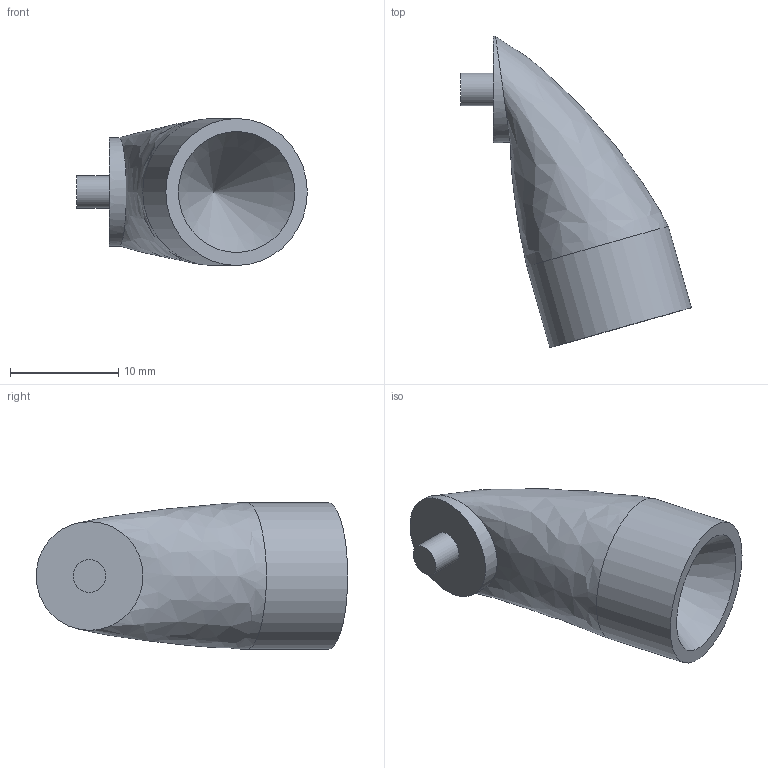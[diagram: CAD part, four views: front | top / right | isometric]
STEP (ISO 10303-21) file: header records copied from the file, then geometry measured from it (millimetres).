
FILE_DESCRIPTION(/* description */ (''),/* implementation_level */ '2;1');
FILE_NAME(/* name */ 'Arm.step',/* time_stamp */ '2025-09-09T21:39:12+02:00',/* author */ (''),/* organization */ (''),/* preprocessor_version */ 'ST-DEVELOPER v20.1',/* originating_system */ 'Autodesk Translation Framework v14.10.0.0',/* authorisation */ '');
FILE_SCHEMA (('AUTOMOTIVE_DESIGN { 1 0 10303 214 3 1 1 }'));
Length unit declared in the file: millimetre
Products named in the file (1): 2025-09-09-21-39-12-415
Bounding box: 21.27 x 28.73 x 13.56 mm (x, y, z)
Volume: 2604.6 mm3; surface area: 1286.6 mm2
Topology: 1 solids, 1 shells, 8 faces, 16 edges, 11 vertices
Faces by surface type: plane 3, cylinder 2, bspline 2, cone 1
Full cylindrical faces by diameter (mm): 3 x1, 13.559 x1
Entity records: 400 total; most frequent: CARTESIAN_POINT 204, DIRECTION 36, ORIENTED_EDGE 30, AXIS2_PLACEMENT_3D 16, EDGE_CURVE 15, VERTEX_POINT 11, EDGE_LOOP 10, FACE_OUTER_BOUND 8
